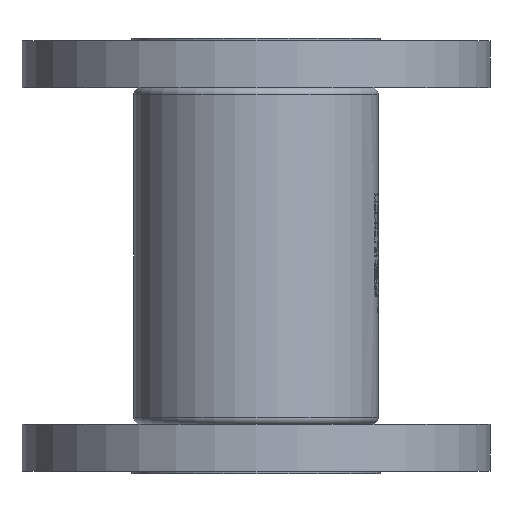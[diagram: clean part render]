
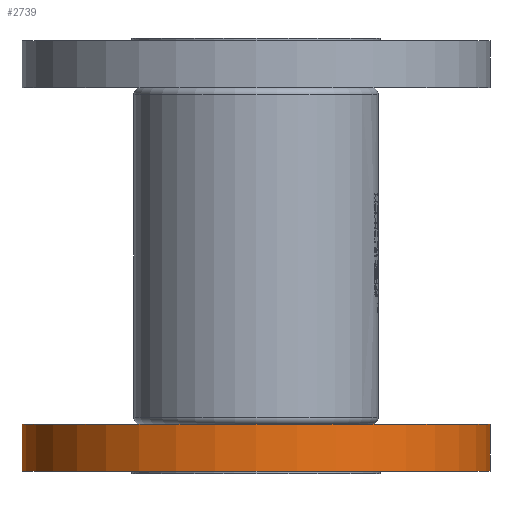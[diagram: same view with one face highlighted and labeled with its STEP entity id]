
A CAD part, front view. The second image highlights one B-rep face of the part: STEP entity #2739.
In plain terms, the highlighted cylindrical face has radius 100 mm (diameter 200 mm), a partial arc.
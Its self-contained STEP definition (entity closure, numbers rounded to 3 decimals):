
#591 = CYLINDRICAL_SURFACE ( 'NONE', #3231, 100. ) ;
#655 = DIRECTION ( 'NONE',  ( 0., 0., 1. ) ) ;
#996 = ORIENTED_EDGE ( 'NONE', *, *, #23144, .T. ) ;
#2676 = AXIS2_PLACEMENT_3D ( 'NONE', #12911, #15211, #10156 ) ;
#2706 = VERTEX_POINT ( 'NONE', #21570 ) ;
#2739 = ADVANCED_FACE ( 'NONE', ( #7765 ), #591, .T. ) ;
#3231 = AXIS2_PLACEMENT_3D ( 'NONE', #26132, #24010, #26452 ) ;
#5936 = VERTEX_POINT ( 'NONE', #8375 ) ;
#6189 = EDGE_CURVE ( 'NONE', #2706, #7798, #26407, .T. ) ;
#6578 = DIRECTION ( 'NONE',  ( 0., 0., -1. ) ) ;
#6691 = VECTOR ( 'NONE', #27640, 1000. ) ;
#7678 = CARTESIAN_POINT ( 'NONE',  ( 100., 0., -165. ) ) ;
#7765 = FACE_OUTER_BOUND ( 'NONE', #24095, .T. ) ;
#7798 = VERTEX_POINT ( 'NONE', #7678 ) ;
#8375 = CARTESIAN_POINT ( 'NONE',  ( -100., 0., -185. ) ) ;
#8816 = ORIENTED_EDGE ( 'NONE', *, *, #24724, .F. ) ;
#9376 = DIRECTION ( 'NONE',  ( 1., 0., 0. ) ) ;
#9831 = CARTESIAN_POINT ( 'NONE',  ( 0., 0., -165. ) ) ;
#10156 = DIRECTION ( 'NONE',  ( 1., 0., 0. ) ) ;
#11535 = CARTESIAN_POINT ( 'NONE',  ( 100., 0., -196.973 ) ) ;
#12911 = CARTESIAN_POINT ( 'NONE',  ( 0., 0., -185. ) ) ;
#14262 = ORIENTED_EDGE ( 'NONE', *, *, #26570, .T. ) ;
#14634 = CARTESIAN_POINT ( 'NONE',  ( 100., 0., -185. ) ) ;
#14673 = AXIS2_PLACEMENT_3D ( 'NONE', #9831, #655, #9376 ) ;
#15211 = DIRECTION ( 'NONE',  ( 0., 0., 1. ) ) ;
#15450 = VECTOR ( 'NONE', #6578, 1000. ) ;
#16858 = CIRCLE ( 'NONE', #2676, 100. ) ;
#16863 = VERTEX_POINT ( 'NONE', #14634 ) ;
#18657 = LINE ( 'NONE', #20819, #15450 ) ;
#20746 = LINE ( 'NONE', #11535, #6691 ) ;
#20819 = CARTESIAN_POINT ( 'NONE',  ( -100., 0., -196.973 ) ) ;
#21570 = CARTESIAN_POINT ( 'NONE',  ( -100., 0., -165. ) ) ;
#23144 = EDGE_CURVE ( 'NONE', #2706, #5936, #18657, .T. ) ;
#24010 = DIRECTION ( 'NONE',  ( 0., 0., -1. ) ) ;
#24095 = EDGE_LOOP ( 'NONE', ( #24973, #996, #14262, #8816 ) ) ;
#24724 = EDGE_CURVE ( 'NONE', #7798, #16863, #20746, .T. ) ;
#24973 = ORIENTED_EDGE ( 'NONE', *, *, #6189, .F. ) ;
#26132 = CARTESIAN_POINT ( 'NONE',  ( 0., 0., -196.973 ) ) ;
#26407 = CIRCLE ( 'NONE', #14673, 100. ) ;
#26452 = DIRECTION ( 'NONE',  ( 1., 0., 0. ) ) ;
#26570 = EDGE_CURVE ( 'NONE', #5936, #16863, #16858, .T. ) ;
#27640 = DIRECTION ( 'NONE',  ( 0., 0., -1. ) ) ;
